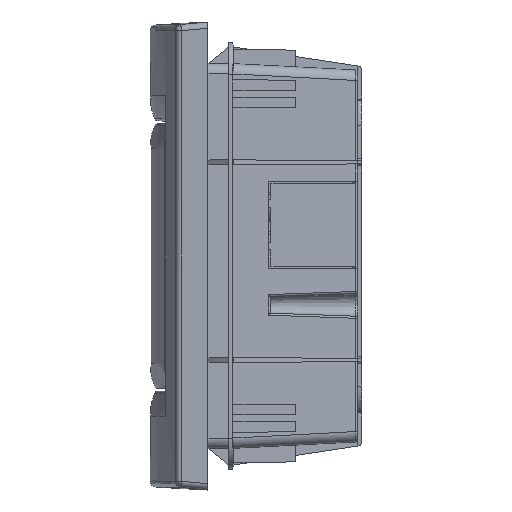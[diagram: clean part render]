
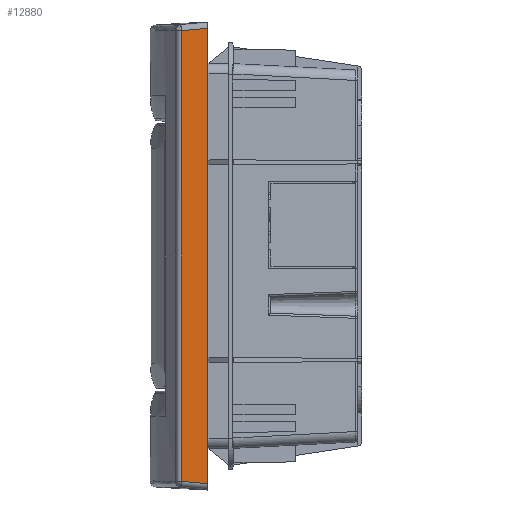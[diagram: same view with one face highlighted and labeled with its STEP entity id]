
A CAD part, left-side view. The second image highlights one B-rep face of the part: STEP entity #12880.
In plain terms, the highlighted planar face has unit normal (-0.999, 0.052, 0).
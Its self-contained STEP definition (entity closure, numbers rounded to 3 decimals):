
#9968 = FACE_OUTER_BOUND ( 'NONE', #57287, .T. ) ;
#12880 = ADVANCED_FACE ( 'NONE', ( #9968 ), #17697, .F. ) ;
#17696 = CARTESIAN_POINT ( 'NONE',  ( -129.806, 13.235, -113.881 ) ) ;
#17697 = PLANE ( 'NONE',  #40386 ) ;
#17714 = DIRECTION ( 'NONE',  ( 0.999, -0.052, 0. ) ) ;
#17715 = DIRECTION ( 'NONE',  ( 0., 0., 1. ) ) ;
#23356 = LINE ( 'NONE', #25301, #23370 ) ;
#23370 = VECTOR ( 'NONE', #25304, 1000. ) ;
#23415 = LINE ( 'NONE', #30092, #23416 ) ;
#23416 = VECTOR ( 'NONE', #30096, 1000. ) ;
#25180 = CARTESIAN_POINT ( 'NONE',  ( -130.053, 8.546, 108.686 ) ) ;
#25193 = CARTESIAN_POINT ( 'NONE',  ( -129.828, 12.819, 108.278 ) ) ;
#25197 = CARTESIAN_POINT ( 'NONE',  ( -130.277, 4.273, 109.093 ) ) ;
#25199 = CARTESIAN_POINT ( 'NONE',  ( -130.5, 0., 109.501 ) ) ;
#25301 = CARTESIAN_POINT ( 'NONE',  ( -130.5, 0., 0. ) ) ;
#25304 = DIRECTION ( 'NONE',  ( 0., 0., -1. ) ) ;
#25354 = CARTESIAN_POINT ( 'NONE',  ( -130.5, 0., -109.501 ) ) ;
#25358 = CARTESIAN_POINT ( 'NONE',  ( -130.277, 4.273, -109.093 ) ) ;
#25367 = CARTESIAN_POINT ( 'NONE',  ( -130.053, 8.546, -108.686 ) ) ;
#25369 = CARTESIAN_POINT ( 'NONE',  ( -129.828, 12.819, -108.278 ) ) ;
#28699 = EDGE_CURVE ( 'NONE', #48570, #48571, #46609, .T. ) ;
#28706 = EDGE_CURVE ( 'NONE', #48571, #48572, #23356, .T. ) ;
#28711 = EDGE_CURVE ( 'NONE', #48572, #48562, #47072, .T. ) ;
#28765 = EDGE_CURVE ( 'NONE', #48570, #48562, #23415, .T. ) ;
#30092 = CARTESIAN_POINT ( 'NONE',  ( -129.828, 12.819, 0. ) ) ;
#30096 = DIRECTION ( 'NONE',  ( 0., 0., -1. ) ) ;
#40386 = AXIS2_PLACEMENT_3D ( 'NONE', #17696, #17714, #17715 ) ;
#42735 = ORIENTED_EDGE ( 'NONE', *, *, #28706, .F. ) ;
#42736 = ORIENTED_EDGE ( 'NONE', *, *, #28699, .F. ) ;
#42738 = ORIENTED_EDGE ( 'NONE', *, *, #28765, .T. ) ;
#42740 = ORIENTED_EDGE ( 'NONE', *, *, #28711, .F. ) ;
#46609 = B_SPLINE_CURVE_WITH_KNOTS ( 'NONE', 3,
 ( #25193, #25180, #25197, #25199 ),
 .UNSPECIFIED., .F., .F.,
 ( 4, 4 ),
 ( 0., 1. ),
 .UNSPECIFIED. ) ;
#47072 = B_SPLINE_CURVE_WITH_KNOTS ( 'NONE', 3,
 ( #25354, #25358, #25367, #25369 ),
 .UNSPECIFIED., .F., .F.,
 ( 4, 4 ),
 ( 0., 1. ),
 .UNSPECIFIED. ) ;
#48562 = VERTEX_POINT ( 'NONE', #73484 ) ;
#48570 = VERTEX_POINT ( 'NONE', #73494 ) ;
#48571 = VERTEX_POINT ( 'NONE', #73495 ) ;
#48572 = VERTEX_POINT ( 'NONE', #73497 ) ;
#57287 = EDGE_LOOP ( 'NONE', ( #42735, #42736, #42738, #42740 ) ) ;
#73484 = CARTESIAN_POINT ( 'NONE',  ( -129.828, 12.819, -108.278 ) ) ;
#73494 = CARTESIAN_POINT ( 'NONE',  ( -129.828, 12.819, 108.278 ) ) ;
#73495 = CARTESIAN_POINT ( 'NONE',  ( -130.5, 0., 109.501 ) ) ;
#73497 = CARTESIAN_POINT ( 'NONE',  ( -130.5, 0., -109.501 ) ) ;
